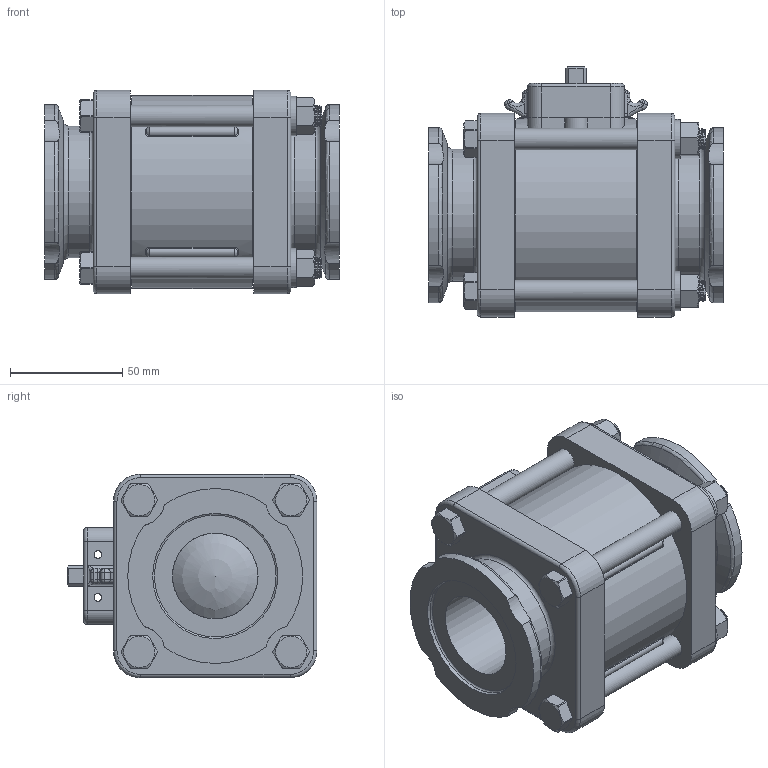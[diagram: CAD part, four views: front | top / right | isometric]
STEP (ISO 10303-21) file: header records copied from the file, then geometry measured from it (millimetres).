
FILE_DESCRIPTION(/* description */ ('2" SP EVX BOLTED VALVE'),/* implementation_level */ '2;1');
FILE_NAME(/* name */ 'MEVX201X.stp',/* time_stamp */ '2019-09-17T13:21:05-04:00',/* author */ ('CPM'),/* organization */ (''),/* preprocessor_version */ 'ST-DEVELOPER v17.2',/* originating_system */ 'Autodesk Inventor 2019',/* authorisation */ '');
FILE_SCHEMA (('AUTOMOTIVE_DESIGN { 1 0 10303 214 3 1 1 }'));
Length unit declared in the file: inch
Products named in the file (13): MEVX201X; MEVX20254A; MEVX20254AX; V20017; V20018; V20019; VE20258A; VE20264; VE20294A; V20294X; VE20255SSH; EVP20151A; AQ206V
Assembly tree (24 placements, depth 3):
  MEVX201X
    MEVX20254A
      MEVX20254AX
    V20017  x4
    V20018  x4
    V20019  x4
    VE20258A  x2
    VE20264  x2
    VE20294A  x2
      V20294X
    VE20255SSH
    EVP20151A
    AQ206V
Bounding box: 131.01 x 111.08 x 90.42 mm (x, y, z)
Volume: 551976.4 mm3; surface area: 159489 mm2
Topology: 22 solids, 22 shells, 1039 faces, 2658 edges, 1691 vertices
Faces by surface type: cylinder 398, cone 292, plane 202, torus 77, bspline 56, sphere 14
Full cylindrical faces by diameter (mm): 3.429 x4, 8.236 x60, 9.525 x60, 10.312 x8, 13.665 x1, 19.177 x2, 19.304 x1, 25.4 x1, 25.908 x1, 37.973 x2, 38.1 x4, 50.546 x2, 50.673 x2, 55.626 x2, 57.658 x2, 58.674 x2, 65.024 x1, 71.425 x2, 77.8 x2, 79.502 x2, 79.756 x2, 85.852 x1
Entity records: 19063 total; most frequent: CARTESIAN_POINT 6189, DIRECTION 2708, ORIENTED_EDGE 2566, EDGE_CURVE 1283, AXIS2_PLACEMENT_3D 1146, VERTEX_POINT 814, CIRCLE 611, EDGE_LOOP 569
